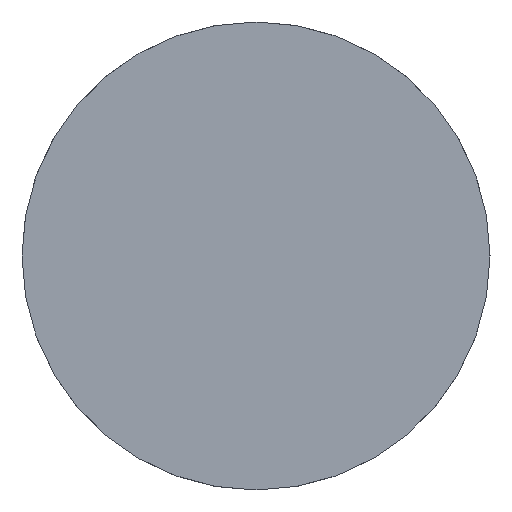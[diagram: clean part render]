
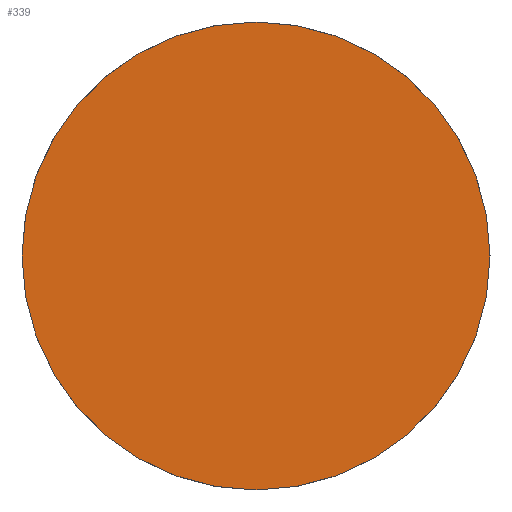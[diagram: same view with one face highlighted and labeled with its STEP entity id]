
A CAD part, front view. The second image highlights one B-rep face of the part: STEP entity #339.
In plain terms, the highlighted planar face has unit normal (0, -1, 0).
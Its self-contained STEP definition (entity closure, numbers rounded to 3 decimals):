
#83=FACE_OUTER_BOUND('',#106,.T.);
#106=EDGE_LOOP('',(#245));
#130=CIRCLE('',#406,85.);
#158=VERTEX_POINT('',#576);
#191=EDGE_CURVE('',#158,#158,#130,.T.);
#245=ORIENTED_EDGE('',*,*,#191,.F.);
#330=PLANE('',#405);
#339=ADVANCED_FACE('',(#83),#330,.F.);
#405=AXIS2_PLACEMENT_3D('',#575,#470,#471);
#406=AXIS2_PLACEMENT_3D('',#577,#472,#473);
#470=DIRECTION('center_axis',(0.,1.,0.));
#471=DIRECTION('ref_axis',(-1.,0.,0.));
#472=DIRECTION('center_axis',(0.,1.,0.));
#473=DIRECTION('ref_axis',(-1.,0.,0.));
#575=CARTESIAN_POINT('Origin',(0.,-2.89,-0.185));
#576=CARTESIAN_POINT('',(85.,-2.89,-0.185));
#577=CARTESIAN_POINT('Origin',(0.,-2.89,-0.185));
